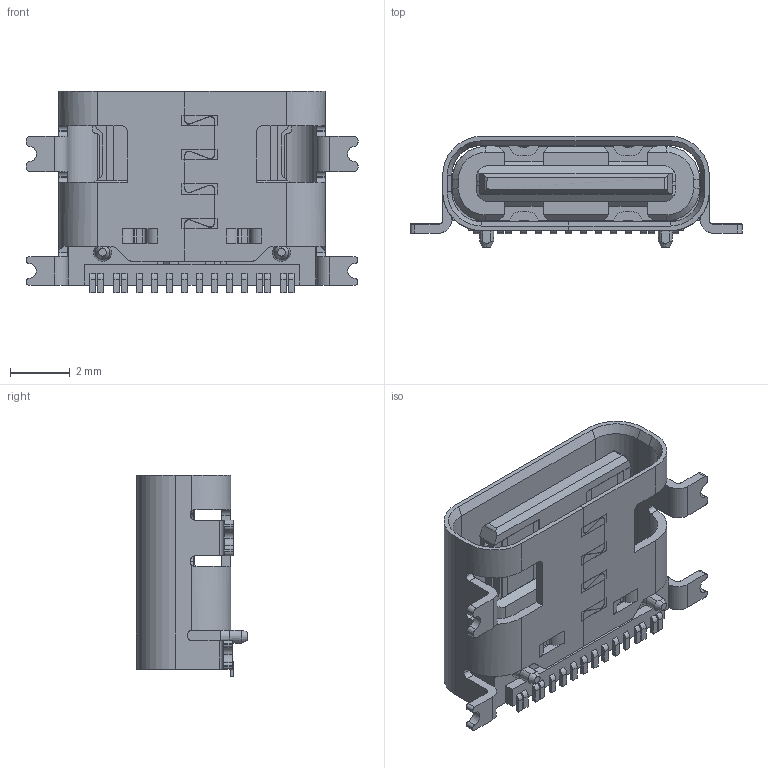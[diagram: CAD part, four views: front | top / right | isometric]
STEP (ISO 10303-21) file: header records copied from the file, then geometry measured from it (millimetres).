
FILE_DESCRIPTION(('STEP AP203'),'1');
FILE_NAME('usb4216-03-a.stp','2025-05-30T05:07:23',('TraceParts'),('TraceParts S.A.'),'Spatial InterOp 3D',' ',' ');
FILE_SCHEMA(('CONFIG_CONTROL_DESIGN'));
Length unit declared in the file: millimetre
Products named in the file (1): 1
Bounding box: 11.14 x 3.73 x 6.75 mm (x, y, z)
Volume: 96.7 mm3; surface area: 444.9 mm2
Topology: 2 solids, 2 shells, 702 faces, 1969 edges, 1260 vertices
Faces by surface type: plane 496, cylinder 176, cone 30
Entity records: 22487 total; most frequent: CARTESIAN_POINT 4208, ORIENTED_EDGE 3934, DIRECTION 3678, EDGE_CURVE 1967, LINE 1534, VECTOR 1534, VERTEX_POINT 1260, AXIS2_PLACEMENT_3D 1072
